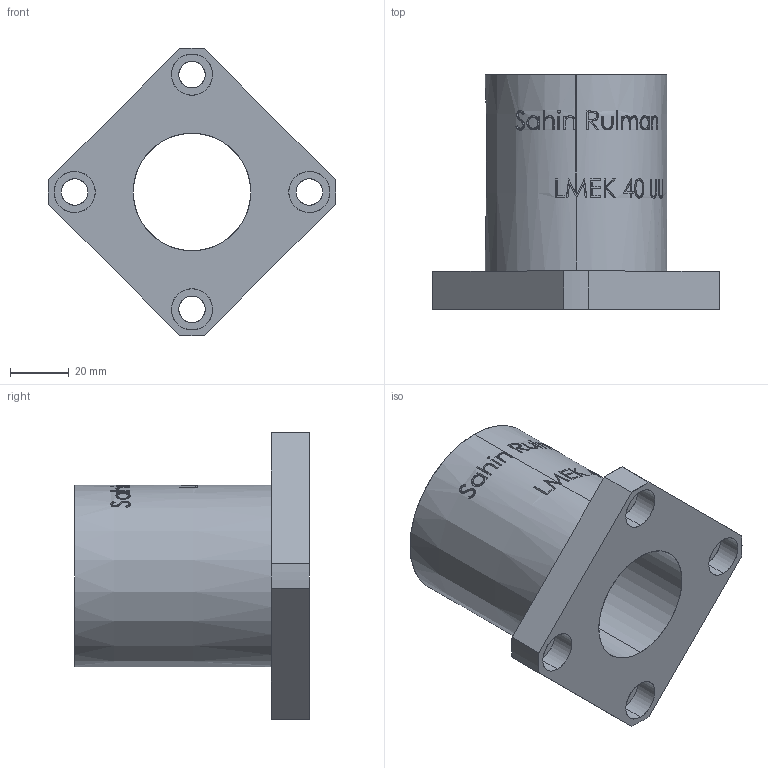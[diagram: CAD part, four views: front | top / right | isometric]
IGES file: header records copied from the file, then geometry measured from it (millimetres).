
Start section: SolidWorks IGES file using analytic representation for surfaces
Global section: file name: LMEK 40 UU.IGS; native system: SolidWorks 2011; preprocessor: SolidWorks 2011; author: Mheart; date: 120310.130835; units: millimetre
Bounding box: 98 x 80 x 98 mm (x, y, z)
Surface area: 37426.6 mm2 (no closed solid volume)
Topology: 0 solids, 0 shells, 296 faces, 3774 edges, 3774 vertices
Faces by surface type: bspline 246, revolution 50
